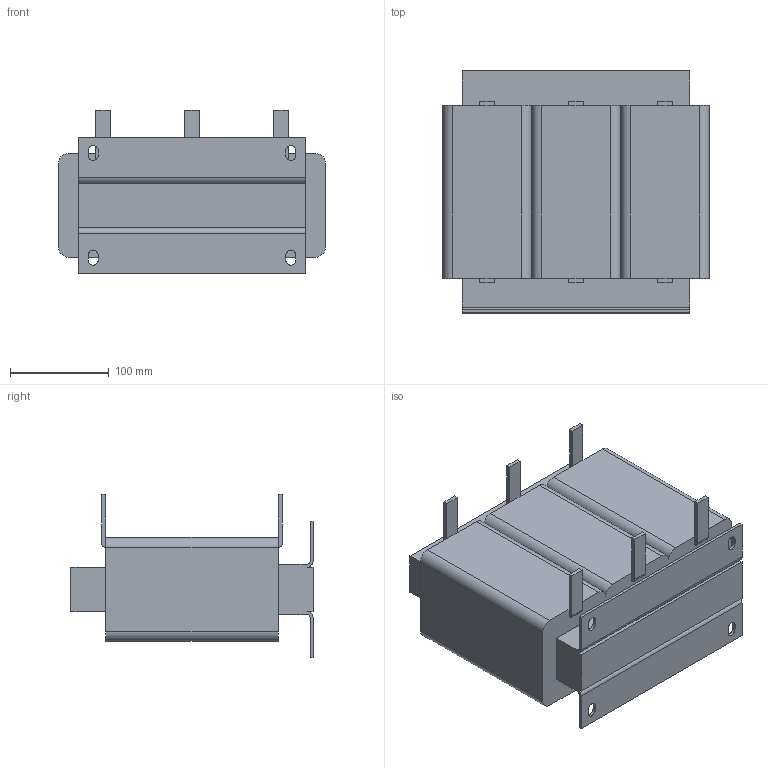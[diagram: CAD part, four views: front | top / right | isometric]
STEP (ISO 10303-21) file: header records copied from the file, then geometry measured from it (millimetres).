
FILE_DESCRIPTION(('STEP AP214'), '1');
FILE_NAME('50 - 60 篢牆', '', ('UNSPECIFIED'), ('UNSPECIFIED'), 'ASCON STEP Converter 1.3', 'ASCON Math Kernel', '');
FILE_SCHEMA(('AUTOMOTIVE_DESIGN { 1 0 10303 214 3 1 1}'));
Length unit declared in the file: millimetre
Bounding box: 270 x 245 x 165 mm (x, y, z)
Volume: 5763756.8 mm3; surface area: 285994.6 mm2
Topology: 1 solids, 1 shells, 96 faces, 264 edges, 172 vertices
Faces by surface type: plane 66, cylinder 30
Entity records: 3860 total; most frequent: CARTESIAN_POINT 533, ORIENTED_EDGE 528, DIRECTION 518, EDGE_CURVE 264, LINE 204, VECTOR 204, VERTEX_POINT 172, AXIS2_PLACEMENT_3D 157
